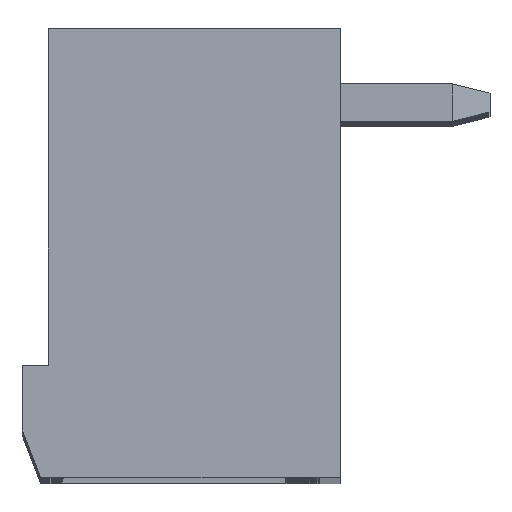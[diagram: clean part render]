
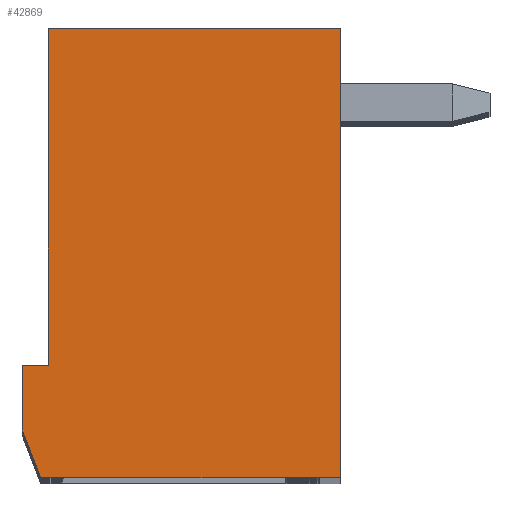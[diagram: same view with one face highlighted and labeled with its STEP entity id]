
A CAD part, top view. The second image highlights one B-rep face of the part: STEP entity #42869.
In plain terms, the highlighted planar face has unit normal (0, 0, 1).
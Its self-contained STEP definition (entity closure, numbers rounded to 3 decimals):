
#520=DIRECTION('',(1.,0.,0.));
#521=VECTOR('',#520,8.);
#522=CARTESIAN_POINT('',(-4.1,0.,86.36));
#523=LINE('',#522,#521);
#10850=DIRECTION('',(0.,-1.,0.));
#10851=VECTOR('',#10850,1.7);
#10852=CARTESIAN_POINT('',(-4.6,3.,86.36));
#10853=LINE('',#10852,#10851);
#10922=DIRECTION('',(-1.,0.,0.));
#10923=VECTOR('',#10922,0.7);
#10924=CARTESIAN_POINT('',(-3.9,3.,86.36));
#10925=LINE('',#10924,#10923);
#10934=DIRECTION('',(0.,-1.,0.));
#10935=VECTOR('',#10934,9.);
#10936=CARTESIAN_POINT('',(-3.9,12.,86.36));
#10937=LINE('',#10936,#10935);
#10994=DIRECTION('',(-1.,0.,0.));
#10995=VECTOR('',#10994,7.8);
#10996=CARTESIAN_POINT('',(3.9,12.,86.36));
#10997=LINE('',#10996,#10995);
#11286=DIRECTION('',(0.,1.,0.));
#11287=VECTOR('',#11286,12.);
#11288=CARTESIAN_POINT('',(3.9,0.,86.36));
#11289=LINE('',#11288,#11287);
#11750=DIRECTION('',(-0.359,0.933,0.));
#11751=VECTOR('',#11750,1.393);
#11752=CARTESIAN_POINT('',(-4.1,0.,86.36));
#11753=LINE('',#11752,#11751);
#26338=CARTESIAN_POINT('',(-4.1,0.,86.36));
#26339=CARTESIAN_POINT('',(3.9,0.,86.36));
#26340=VERTEX_POINT('',#26338);
#26341=VERTEX_POINT('',#26339);
#26342=CARTESIAN_POINT('',(-4.6,1.3,86.36));
#26343=VERTEX_POINT('',#26342);
#26344=CARTESIAN_POINT('',(3.9,12.,86.36));
#26345=CARTESIAN_POINT('',(-3.9,12.,86.36));
#26346=VERTEX_POINT('',#26344);
#26347=VERTEX_POINT('',#26345);
#26348=CARTESIAN_POINT('',(-4.6,3.,86.36));
#26349=VERTEX_POINT('',#26348);
#26350=CARTESIAN_POINT('',(-3.9,3.,86.36));
#26351=VERTEX_POINT('',#26350);
#42854=CARTESIAN_POINT('',(0.,0.,86.36));
#42855=DIRECTION('',(0.,0.,-1.));
#42856=DIRECTION('',(-1.,0.,0.));
#42857=AXIS2_PLACEMENT_3D('',#42854,#42855,#42856);
#42858=PLANE('',#42857);
#42859=ORIENTED_EDGE('',*,*,#30085,.F.);
#42861=ORIENTED_EDGE('',*,*,#42860,.T.);
#42862=ORIENTED_EDGE('',*,*,#41727,.F.);
#42863=ORIENTED_EDGE('',*,*,#41806,.F.);
#42864=ORIENTED_EDGE('',*,*,#41821,.F.);
#42865=ORIENTED_EDGE('',*,*,#41836,.F.);
#42866=ORIENTED_EDGE('',*,*,#42278,.F.);
#42867=EDGE_LOOP('',(#42859,#42861,#42862,#42863,#42864,#42865,#42866));
#42868=FACE_OUTER_BOUND('',#42867,.F.);
#42869=ADVANCED_FACE('',(#42868),#42858,.F.);
#30085=EDGE_CURVE('',#26340,#26341,#523,.T.);
#41727=EDGE_CURVE('',#26349,#26343,#10853,.T.);
#41806=EDGE_CURVE('',#26351,#26349,#10925,.T.);
#41821=EDGE_CURVE('',#26347,#26351,#10937,.T.);
#41836=EDGE_CURVE('',#26346,#26347,#10997,.T.);
#42278=EDGE_CURVE('',#26341,#26346,#11289,.T.);
#42860=EDGE_CURVE('',#26340,#26343,#11753,.T.);
